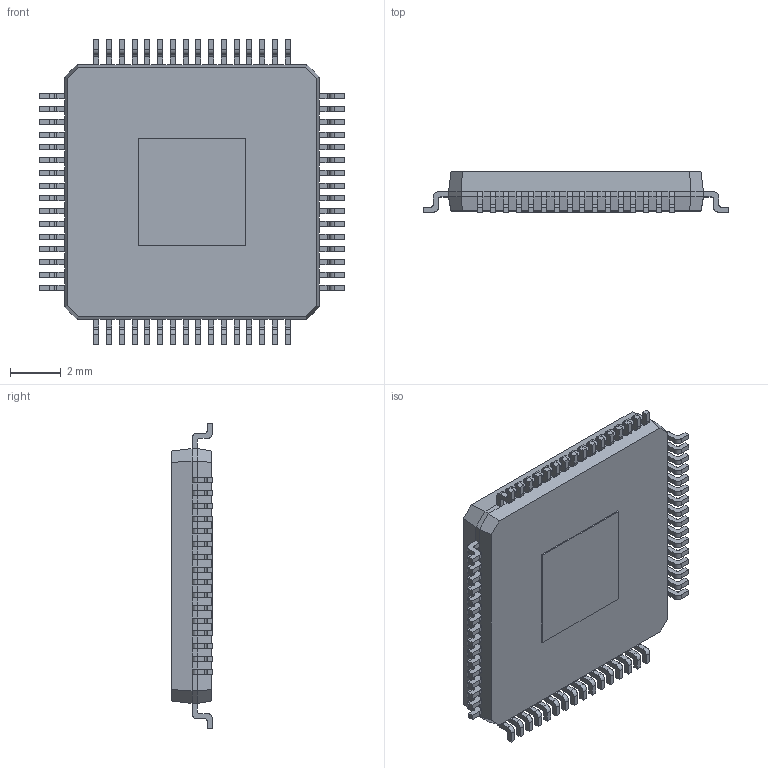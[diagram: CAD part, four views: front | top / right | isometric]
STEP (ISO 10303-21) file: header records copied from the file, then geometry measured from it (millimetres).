
FILE_DESCRIPTION((''),'2;1');
FILE_NAME('CY8C6244AZI-S4D82','2022-02-17T',('pugalarasan'),(''),'PRO/ENGINEER BY PARAMETRIC TECHNOLOGY CORPORATION, 2012130','PRO/ENGINEER BY PARAMETRIC TECHNOLOGY CORPORATION, 2012130','');
FILE_SCHEMA(('AUTOMOTIVE_DESIGN { 1 0 10303 214 1 1 1 1 }'));
Length unit declared in the file: millimetre
Products named in the file (1): CY8C6244AZI-S4D82
Bounding box: 12 x 1.6 x 12 mm (x, y, z)
Volume: 156.4 mm3; surface area: 329.4 mm2
Topology: 1 solids, 1 shells, 930 faces, 2508 edges, 1584 vertices
Faces by surface type: plane 672, cylinder 258
Entity records: 37829 total; most frequent: CARTESIAN_POINT 5085, DIRECTION 5014, ORIENTED_EDGE 5012, PRESENTATION_STYLE_ASSIGNMENT 2664, STYLED_ITEM 2574, CURVE_STYLE 2573, EDGE_CURVE 2506, VECTOR 1992
